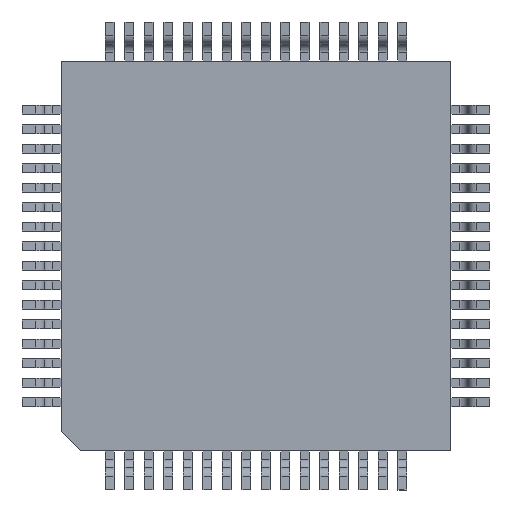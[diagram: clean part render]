
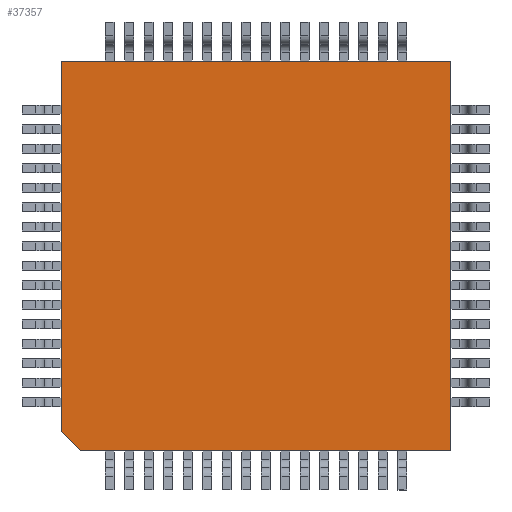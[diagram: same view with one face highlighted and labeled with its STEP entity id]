
A CAD part, front view. The second image highlights one B-rep face of the part: STEP entity #37357.
In plain terms, the highlighted planar face has unit normal (0, -1, 0).
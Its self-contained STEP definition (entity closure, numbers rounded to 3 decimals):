
#575 = VERTEX_POINT ( 'NONE', #26392 ) ;
#1009 = PLANE ( 'NONE',  #18462 ) ;
#3045 = DIRECTION ( 'NONE',  ( 1., 0., 0. ) ) ;
#4148 = LINE ( 'NONE', #19848, #29734 ) ;
#4686 = LINE ( 'NONE', #16830, #9843 ) ;
#5680 = EDGE_CURVE ( 'NONE', #10329, #23392, #35471, .T. ) ;
#5752 = CARTESIAN_POINT ( 'NONE',  ( -4.5, 0.16, -5. ) ) ;
#7556 = CARTESIAN_POINT ( 'NONE',  ( -5., 0.16, 5. ) ) ;
#8659 = LINE ( 'NONE', #30384, #29126 ) ;
#9843 = VECTOR ( 'NONE', #28852, 1000. ) ;
#10329 = VERTEX_POINT ( 'NONE', #15177 ) ;
#12527 = ORIENTED_EDGE ( 'NONE', *, *, #14928, .T. ) ;
#13177 = FACE_OUTER_BOUND ( 'NONE', #14964, .T. ) ;
#14928 = EDGE_CURVE ( 'NONE', #10329, #18489, #4686, .T. ) ;
#14964 = EDGE_LOOP ( 'NONE', ( #34403, #12527, #26923, #19439, #23409 ) ) ;
#15177 = CARTESIAN_POINT ( 'NONE',  ( -5., 0.16, -4.5 ) ) ;
#15343 = CARTESIAN_POINT ( 'NONE',  ( -5., 0.16, -5. ) ) ;
#16830 = CARTESIAN_POINT ( 'NONE',  ( -5., 0.16, -4.5 ) ) ;
#17938 = CARTESIAN_POINT ( 'NONE',  ( 5., 0.16, 5. ) ) ;
#18462 = AXIS2_PLACEMENT_3D ( 'NONE', #15343, #30335, #18906 ) ;
#18489 = VERTEX_POINT ( 'NONE', #5752 ) ;
#18906 = DIRECTION ( 'NONE',  ( 0., 0., 1. ) ) ;
#19058 = DIRECTION ( 'NONE',  ( -1., 0., 0. ) ) ;
#19439 = ORIENTED_EDGE ( 'NONE', *, *, #24470, .F. ) ;
#19848 = CARTESIAN_POINT ( 'NONE',  ( 5., 0.16, -5. ) ) ;
#23392 = VERTEX_POINT ( 'NONE', #29642 ) ;
#23409 = ORIENTED_EDGE ( 'NONE', *, *, #36937, .F. ) ;
#23445 = VERTEX_POINT ( 'NONE', #27816 ) ;
#24470 = EDGE_CURVE ( 'NONE', #575, #23445, #32962, .T. ) ;
#26392 = CARTESIAN_POINT ( 'NONE',  ( 5., 0.16, 5. ) ) ;
#26923 = ORIENTED_EDGE ( 'NONE', *, *, #31313, .F. ) ;
#27816 = CARTESIAN_POINT ( 'NONE',  ( 5., 0.16, -5. ) ) ;
#28852 = DIRECTION ( 'NONE',  ( 0.707, 0., -0.707 ) ) ;
#29126 = VECTOR ( 'NONE', #3045, 1000. ) ;
#29642 = CARTESIAN_POINT ( 'NONE',  ( -5., 0.16, 5. ) ) ;
#29734 = VECTOR ( 'NONE', #19058, 1000. ) ;
#29967 = DIRECTION ( 'NONE',  ( 0., 0., -1. ) ) ;
#30335 = DIRECTION ( 'NONE',  ( 0., 1., 0. ) ) ;
#30384 = CARTESIAN_POINT ( 'NONE',  ( 5., 0.16, 5. ) ) ;
#31313 = EDGE_CURVE ( 'NONE', #23445, #18489, #4148, .T. ) ;
#31700 = VECTOR ( 'NONE', #29967, 1000. ) ;
#32962 = LINE ( 'NONE', #17938, #31700 ) ;
#34403 = ORIENTED_EDGE ( 'NONE', *, *, #5680, .F. ) ;
#35471 = LINE ( 'NONE', #7556, #36234 ) ;
#36234 = VECTOR ( 'NONE', #38289, 1000. ) ;
#36937 = EDGE_CURVE ( 'NONE', #23392, #575, #8659, .T. ) ;
#37357 = ADVANCED_FACE ( 'NONE', ( #13177 ), #1009, .F. ) ;
#38289 = DIRECTION ( 'NONE',  ( 0., 0., 1. ) ) ;
